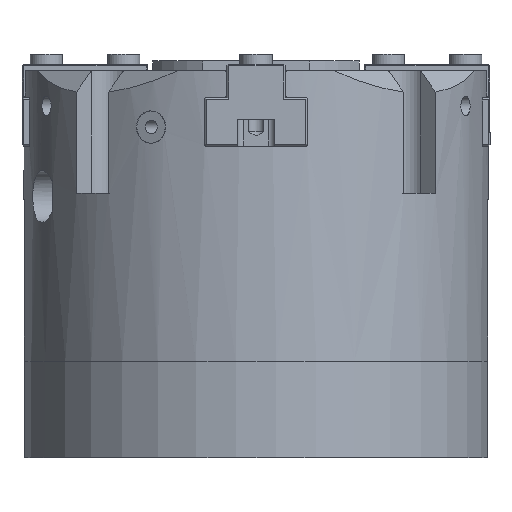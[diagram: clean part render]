
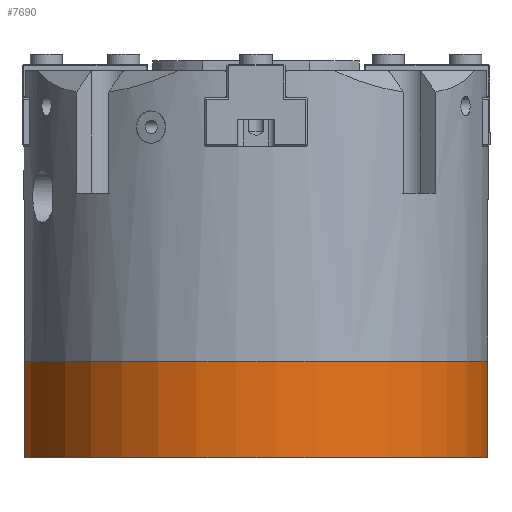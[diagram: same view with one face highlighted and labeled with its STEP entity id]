
A CAD part, front view. The second image highlights one B-rep face of the part: STEP entity #7690.
In plain terms, the highlighted cylindrical face has radius 72 mm (diameter 144 mm), a partial arc.
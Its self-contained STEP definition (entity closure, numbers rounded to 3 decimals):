
#632=CIRCLE('',#8561,72.);
#675=CIRCLE('',#8632,72.);
#1279=FACE_OUTER_BOUND('',#1751,.T.);
#1751=EDGE_LOOP('',(#7134,#7135,#7136,#7137));
#2349=LINE('',#14283,#2951);
#2354=LINE('',#14296,#2956);
#2951=VECTOR('',#10884,10.);
#2956=VECTOR('',#10899,10.);
#3748=VERTEX_POINT('',#14050);
#3749=VERTEX_POINT('',#14052);
#3805=VERTEX_POINT('',#14280);
#3809=VERTEX_POINT('',#14294);
#4846=EDGE_CURVE('',#3748,#3749,#632,.T.);
#4917=EDGE_CURVE('',#3748,#3805,#2349,.T.);
#4924=EDGE_CURVE('',#3809,#3749,#2354,.T.);
#4927=EDGE_CURVE('',#3809,#3805,#675,.T.);
#7134=ORIENTED_EDGE('',*,*,#4917,.T.);
#7135=ORIENTED_EDGE('',*,*,#4927,.F.);
#7136=ORIENTED_EDGE('',*,*,#4924,.T.);
#7137=ORIENTED_EDGE('',*,*,#4846,.F.);
#7299=CYLINDRICAL_SURFACE('',#8631,72.);
#7690=ADVANCED_FACE('',(#1279),#7299,.T.);
#8561=AXIS2_PLACEMENT_3D('',#14053,#10731,#10732);
#8631=AXIS2_PLACEMENT_3D('',#14301,#10904,#10905);
#8632=AXIS2_PLACEMENT_3D('',#14302,#10906,#10907);
#10731=DIRECTION('center_axis',(0.,0.,1.));
#10732=DIRECTION('ref_axis',(-1.,0.,0.));
#10884=DIRECTION('',(0.,0.,-1.));
#10899=DIRECTION('',(0.,0.,1.));
#10904=DIRECTION('center_axis',(0.,0.,1.));
#10905=DIRECTION('ref_axis',(-1.,0.,0.));
#10906=DIRECTION('center_axis',(0.,0.,-1.));
#10907=DIRECTION('ref_axis',(-1.,0.,0.));
#14050=CARTESIAN_POINT('',(71.75,6.,30.));
#14052=CARTESIAN_POINT('',(-71.75,6.,30.));
#14053=CARTESIAN_POINT('Origin',(0.,0.,30.));
#14280=CARTESIAN_POINT('',(71.75,6.,0.));
#14283=CARTESIAN_POINT('',(71.75,6.,0.));
#14294=CARTESIAN_POINT('',(-71.75,6.,0.));
#14296=CARTESIAN_POINT('',(-71.75,6.,0.));
#14301=CARTESIAN_POINT('Origin',(0.,0.,0.));
#14302=CARTESIAN_POINT('Origin',(0.,0.,0.));
